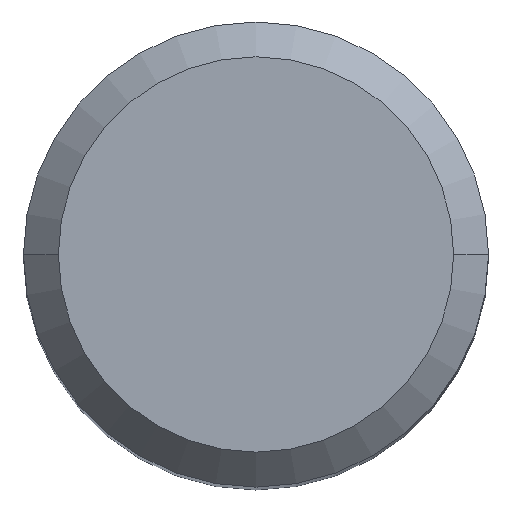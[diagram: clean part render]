
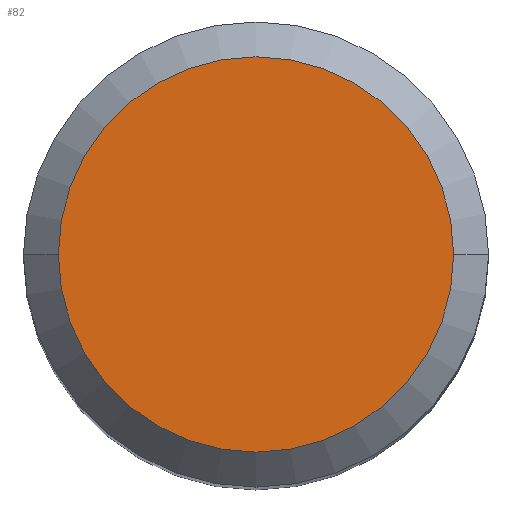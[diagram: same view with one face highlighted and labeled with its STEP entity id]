
A CAD part, top view. The second image highlights one B-rep face of the part: STEP entity #82.
In plain terms, the highlighted planar face has unit normal (0, 0, 1).
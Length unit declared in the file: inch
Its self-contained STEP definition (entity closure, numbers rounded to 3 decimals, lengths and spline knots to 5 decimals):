
#4 = CARTESIAN_POINT ( 'NONE',  ( 0., 0., 0. ) ) ;
#8 = DIRECTION ( 'NONE',  ( 0., 0., 1. ) ) ;
#20 = CARTESIAN_POINT ( 'NONE',  ( -0.20077, 0., 0. ) ) ;
#31 = CARTESIAN_POINT ( 'NONE',  ( 0.20077, 0., 0. ) ) ;
#79 = AXIS2_PLACEMENT_3D ( 'NONE', #138, #243, #274 ) ;
#82 = ADVANCED_FACE ( 'NONE', ( #189 ), #492, .F. ) ;
#97 = DIRECTION ( 'NONE',  ( 1., 0., 0. ) ) ;
#138 = CARTESIAN_POINT ( 'NONE',  ( 0., 0., 0. ) ) ;
#139 = VERTEX_POINT ( 'NONE', #20 ) ;
#169 = AXIS2_PLACEMENT_3D ( 'NONE', #4, #414, #172 ) ;
#172 = DIRECTION ( 'NONE',  ( -1., 0., 0. ) ) ;
#186 = ORIENTED_EDGE ( 'NONE', *, *, #289, .T. ) ;
#189 = FACE_OUTER_BOUND ( 'NONE', #215, .T. ) ;
#215 = EDGE_LOOP ( 'NONE', ( #226, #186 ) ) ;
#226 = ORIENTED_EDGE ( 'NONE', *, *, #335, .T. ) ;
#242 = VERTEX_POINT ( 'NONE', #31 ) ;
#243 = DIRECTION ( 'NONE',  ( 0., 0., 1. ) ) ;
#258 = CIRCLE ( 'NONE', #79, 0.20077 ) ;
#274 = DIRECTION ( 'NONE',  ( 1., 0., 0. ) ) ;
#289 = EDGE_CURVE ( 'NONE', #242, #139, #258, .T. ) ;
#335 = EDGE_CURVE ( 'NONE', #139, #242, #430, .T. ) ;
#355 = CARTESIAN_POINT ( 'NONE',  ( 0., 0., 0. ) ) ;
#414 = DIRECTION ( 'NONE',  ( 0., 0., -1. ) ) ;
#430 = CIRCLE ( 'NONE', #444, 0.20077 ) ;
#444 = AXIS2_PLACEMENT_3D ( 'NONE', #355, #8, #97 ) ;
#492 = PLANE ( 'NONE',  #169 ) ;
